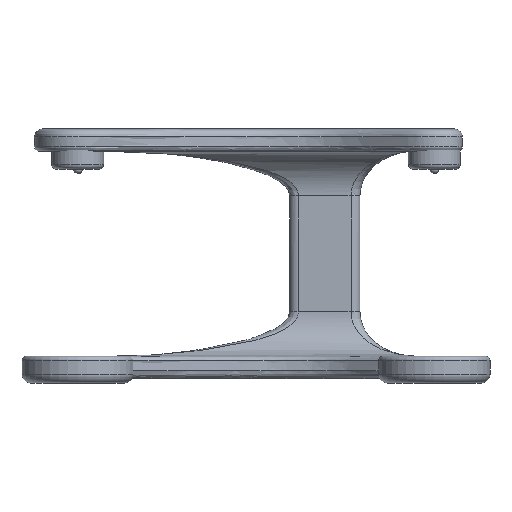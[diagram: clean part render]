
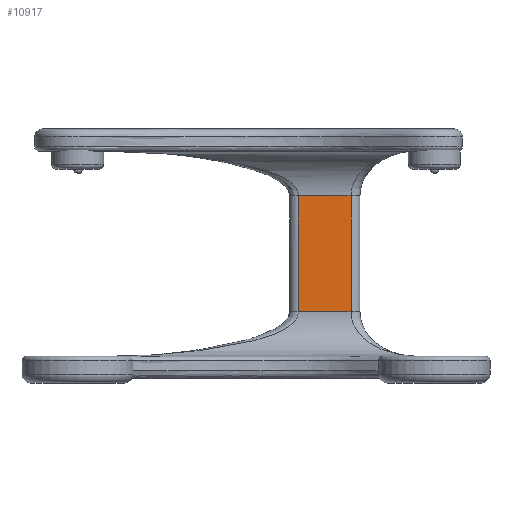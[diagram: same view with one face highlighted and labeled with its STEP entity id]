
A CAD part, front view. The second image highlights one B-rep face of the part: STEP entity #10917.
In plain terms, the highlighted planar face has unit normal (0, -1, 0).
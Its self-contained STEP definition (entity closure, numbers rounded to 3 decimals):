
#3068 = CYLINDRICAL_SURFACE('',#3069,2.);
#3069 = AXIS2_PLACEMENT_3D('',#3070,#3071,#3072);
#3070 = CARTESIAN_POINT('',(61.321,25.,13.));
#3071 = DIRECTION('',(0.,0.,1.));
#3072 = DIRECTION('',(0.632,0.775,0.));
#3942 = VERTEX_POINT('',#3943);
#3943 = CARTESIAN_POINT('',(61.321,23.,39.));
#3997 = CYLINDRICAL_SURFACE('',#3998,10.);
#3998 = AXIS2_PLACEMENT_3D('',#3999,#4000,#4001);
#3999 = CARTESIAN_POINT('',(-23.,13.,39.));
#4000 = DIRECTION('',(1.,0.,0.));
#4001 = DIRECTION('',(0.,1.,0.));
#4089 = VERTEX_POINT('',#4090);
#4090 = CARTESIAN_POINT('',(61.321,23.,13.));
#4119 = EDGE_CURVE('',#4089,#3942,#4120,.T.);
#4120 = SURFACE_CURVE('',#4121,(#4125,#4132),.PCURVE_S1.);
#4121 = LINE('',#4122,#4123);
#4122 = CARTESIAN_POINT('',(61.321,23.,13.));
#4123 = VECTOR('',#4124,1.);
#4124 = DIRECTION('',(0.,0.,1.));
#4125 = PCURVE('',#3068,#4126);
#4126 = DEFINITIONAL_REPRESENTATION('',(#4127),#4131);
#4127 = LINE('',#4128,#4129);
#4128 = CARTESIAN_POINT('',(-2.457,0.));
#4129 = VECTOR('',#4130,1.);
#4130 = DIRECTION('',(-0.,1.));
#4131 = ( GEOMETRIC_REPRESENTATION_CONTEXT(2) 
PARAMETRIC_REPRESENTATION_CONTEXT() REPRESENTATION_CONTEXT('2D SPACE',''
  ) );
#4132 = PCURVE('',#4133,#4138);
#4133 = PLANE('',#4134);
#4134 = AXIS2_PLACEMENT_3D('',#4135,#4136,#4137);
#4135 = CARTESIAN_POINT('',(-23.,23.,3.));
#4136 = DIRECTION('',(0.,1.,0.));
#4137 = DIRECTION('',(0.,0.,1.));
#4138 = DEFINITIONAL_REPRESENTATION('',(#4139),#4143);
#4139 = LINE('',#4140,#4141);
#4140 = CARTESIAN_POINT('',(10.,84.321));
#4141 = VECTOR('',#4142,1.);
#4142 = DIRECTION('',(1.,0.));
#4143 = ( GEOMETRIC_REPRESENTATION_CONTEXT(2) 
PARAMETRIC_REPRESENTATION_CONTEXT() REPRESENTATION_CONTEXT('2D SPACE',''
  ) );
#4274 = CYLINDRICAL_SURFACE('',#4275,10.);
#4275 = AXIS2_PLACEMENT_3D('',#4276,#4277,#4278);
#4276 = CARTESIAN_POINT('',(-23.,13.,13.));
#4277 = DIRECTION('',(1.,0.,0.));
#4278 = DIRECTION('',(0.,1.,0.));
#10445 = EDGE_CURVE('',#10446,#3942,#10448,.T.);
#10446 = VERTEX_POINT('',#10447);
#10447 = CARTESIAN_POINT('',(49.526,23.,39.));
#10448 = SURFACE_CURVE('',#10449,(#10453,#10460),.PCURVE_S1.);
#10449 = LINE('',#10450,#10451);
#10450 = CARTESIAN_POINT('',(-23.,23.,39.));
#10451 = VECTOR('',#10452,1.);
#10452 = DIRECTION('',(1.,0.,0.));
#10453 = PCURVE('',#3997,#10454);
#10454 = DEFINITIONAL_REPRESENTATION('',(#10455),#10459);
#10455 = LINE('',#10456,#10457);
#10456 = CARTESIAN_POINT('',(0.,0.));
#10457 = VECTOR('',#10458,1.);
#10458 = DIRECTION('',(0.,1.));
#10459 = ( GEOMETRIC_REPRESENTATION_CONTEXT(2) 
PARAMETRIC_REPRESENTATION_CONTEXT() REPRESENTATION_CONTEXT('2D SPACE',''
  ) );
#10460 = PCURVE('',#4133,#10461);
#10461 = DEFINITIONAL_REPRESENTATION('',(#10462),#10466);
#10462 = LINE('',#10463,#10464);
#10463 = CARTESIAN_POINT('',(36.,0.));
#10464 = VECTOR('',#10465,1.);
#10465 = DIRECTION('',(0.,1.));
#10466 = ( GEOMETRIC_REPRESENTATION_CONTEXT(2) 
PARAMETRIC_REPRESENTATION_CONTEXT() REPRESENTATION_CONTEXT('2D SPACE',''
  ) );
#10917 = ADVANCED_FACE('',(#10918),#4133,.F.);
#10918 = FACE_BOUND('',#10919,.F.);
#10919 = EDGE_LOOP('',(#10920,#10921,#10922,#10945));
#10920 = ORIENTED_EDGE('',*,*,#10445,.T.);
#10921 = ORIENTED_EDGE('',*,*,#4119,.F.);
#10922 = ORIENTED_EDGE('',*,*,#10923,.F.);
#10923 = EDGE_CURVE('',#10924,#4089,#10926,.T.);
#10924 = VERTEX_POINT('',#10925);
#10925 = CARTESIAN_POINT('',(49.526,23.,13.));
#10926 = SURFACE_CURVE('',#10927,(#10931,#10938),.PCURVE_S1.);
#10927 = LINE('',#10928,#10929);
#10928 = CARTESIAN_POINT('',(-23.,23.,13.));
#10929 = VECTOR('',#10930,1.);
#10930 = DIRECTION('',(1.,0.,0.));
#10931 = PCURVE('',#4133,#10932);
#10932 = DEFINITIONAL_REPRESENTATION('',(#10933),#10937);
#10933 = LINE('',#10934,#10935);
#10934 = CARTESIAN_POINT('',(10.,0.));
#10935 = VECTOR('',#10936,1.);
#10936 = DIRECTION('',(0.,1.));
#10937 = ( GEOMETRIC_REPRESENTATION_CONTEXT(2) 
PARAMETRIC_REPRESENTATION_CONTEXT() REPRESENTATION_CONTEXT('2D SPACE',''
  ) );
#10938 = PCURVE('',#4274,#10939);
#10939 = DEFINITIONAL_REPRESENTATION('',(#10940),#10944);
#10940 = LINE('',#10941,#10942);
#10941 = CARTESIAN_POINT('',(-0.,0.));
#10942 = VECTOR('',#10943,1.);
#10943 = DIRECTION('',(-0.,1.));
#10944 = ( GEOMETRIC_REPRESENTATION_CONTEXT(2) 
PARAMETRIC_REPRESENTATION_CONTEXT() REPRESENTATION_CONTEXT('2D SPACE',''
  ) );
#10945 = ORIENTED_EDGE('',*,*,#10946,.F.);
#10946 = EDGE_CURVE('',#10446,#10924,#10947,.T.);
#10947 = SURFACE_CURVE('',#10948,(#10952,#10959),.PCURVE_S1.);
#10948 = LINE('',#10949,#10950);
#10949 = CARTESIAN_POINT('',(49.526,23.,39.));
#10950 = VECTOR('',#10951,1.);
#10951 = DIRECTION('',(0.,0.,-1.));
#10952 = PCURVE('',#4133,#10953);
#10953 = DEFINITIONAL_REPRESENTATION('',(#10954),#10958);
#10954 = LINE('',#10955,#10956);
#10955 = CARTESIAN_POINT('',(36.,72.526));
#10956 = VECTOR('',#10957,1.);
#10957 = DIRECTION('',(-1.,0.));
#10958 = ( GEOMETRIC_REPRESENTATION_CONTEXT(2) 
PARAMETRIC_REPRESENTATION_CONTEXT() REPRESENTATION_CONTEXT('2D SPACE',''
  ) );
#10959 = PCURVE('',#10960,#10965);
#10960 = CYLINDRICAL_SURFACE('',#10961,2.);
#10961 = AXIS2_PLACEMENT_3D('',#10962,#10963,#10964);
#10962 = CARTESIAN_POINT('',(49.526,25.,39.));
#10963 = DIRECTION('',(0.,0.,-1.));
#10964 = DIRECTION('',(-0.27,0.963,0.));
#10965 = DEFINITIONAL_REPRESENTATION('',(#10966),#10970);
#10966 = LINE('',#10967,#10968);
#10967 = CARTESIAN_POINT('',(-2.869,0.));
#10968 = VECTOR('',#10969,1.);
#10969 = DIRECTION('',(-0.,1.));
#10970 = ( GEOMETRIC_REPRESENTATION_CONTEXT(2) 
PARAMETRIC_REPRESENTATION_CONTEXT() REPRESENTATION_CONTEXT('2D SPACE',''
  ) );
